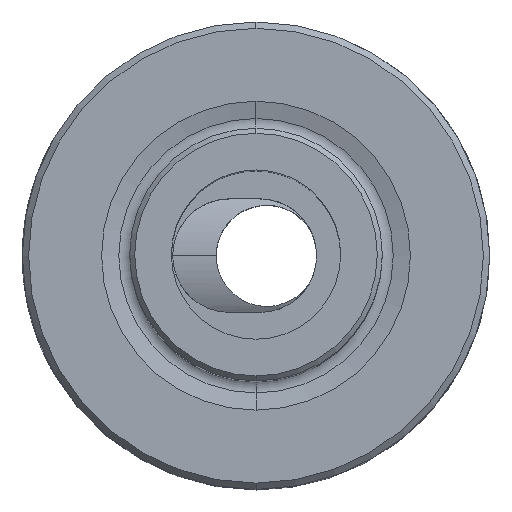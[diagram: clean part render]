
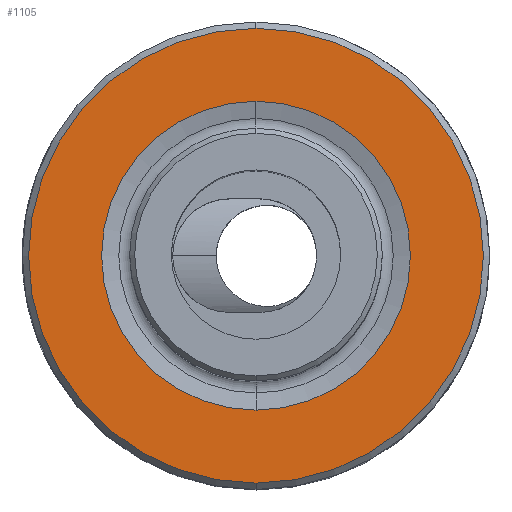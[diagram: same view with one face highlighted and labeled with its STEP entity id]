
A CAD part, top view. The second image highlights one B-rep face of the part: STEP entity #1105.
In plain terms, the highlighted planar face has unit normal (0, 0, 1).
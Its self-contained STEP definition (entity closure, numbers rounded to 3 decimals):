
#1105=ADVANCED_FACE('NONE',(#2338,#2339),#2340,.T.);
#1119=EDGE_CURVE('NONE',#1593,#1701,#2356,.T.);
#1171=VERTEX_POINT('NONE',#2415);
#1213=EDGE_CURVE('NONE',#1171,#1519,#2462,.T.);
#1301=EDGE_CURVE('NONE',#1701,#1593,#2564,.T.);
#1501=EDGE_CURVE('NONE',#1519,#1171,#2784,.T.);
#1519=VERTEX_POINT('NONE',#2803);
#1593=VERTEX_POINT('NONE',#2888);
#1701=VERTEX_POINT('NONE',#3004);
#2338=FACE_OUTER_BOUND('',#4019,.T.);
#2339=FACE_BOUND('',#4020,.T.);
#2340=PLANE('',#4021);
#2356=CIRCLE('',#4042,6.112);
#2415=CARTESIAN_POINT('',(0.,-9.0,0.));
#2462=CIRCLE('',#4217,9.0);
#2564=CIRCLE('',#4360,6.112);
#2784=CIRCLE('',#4866,9.0);
#2803=CARTESIAN_POINT('',(0.,9.0,0.));
#2888=CARTESIAN_POINT('',(0.,-6.112,0.));
#3004=CARTESIAN_POINT('',(0.,6.112,0.));
#4019=EDGE_LOOP('',(#6037,#6038));
#4020=EDGE_LOOP('',(#6039,#6040));
#4021=AXIS2_PLACEMENT_3D('',#6041,#6042,#6043);
#4042=AXIS2_PLACEMENT_3D('',#6071,#6072,#6073);
#4217=AXIS2_PLACEMENT_3D('',#6223,#6224,#6225);
#4360=AXIS2_PLACEMENT_3D('',#6385,#6386,#6387);
#4866=AXIS2_PLACEMENT_3D('',#6608,#6609,#6610);
#6037=ORIENTED_EDGE('',*,*,#1213,.T.);
#6038=ORIENTED_EDGE('',*,*,#1501,.T.);
#6039=ORIENTED_EDGE('',*,*,#1301,.F.);
#6040=ORIENTED_EDGE('',*,*,#1119,.F.);
#6041=CARTESIAN_POINT('',(-10.,0.,0.));
#6042=DIRECTION('',(0.0,0.0,1.0));
#6043=DIRECTION('',(1.0,0.0,0.0));
#6071=CARTESIAN_POINT('',(0.0,0.0,0.));
#6072=DIRECTION('',(0.0,0.0,1.0));
#6073=DIRECTION('',(0.,1.0,0.0));
#6223=CARTESIAN_POINT('',(0.0,0.0,0.));
#6224=DIRECTION('',(0.0,0.0,1.0));
#6225=DIRECTION('',(0.,1.0,0.0));
#6385=CARTESIAN_POINT('',(0.0,0.0,0.));
#6386=DIRECTION('',(0.0,0.0,1.0));
#6387=DIRECTION('',(0.,1.0,0.0));
#6608=CARTESIAN_POINT('',(0.0,0.0,0.));
#6609=DIRECTION('',(0.0,0.0,1.0));
#6610=DIRECTION('',(0.,1.0,0.0));
